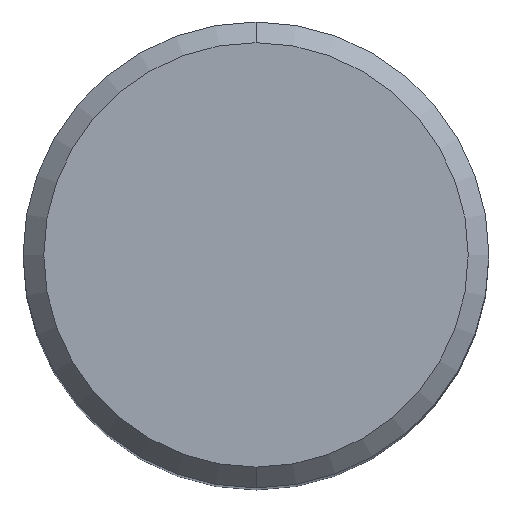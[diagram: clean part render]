
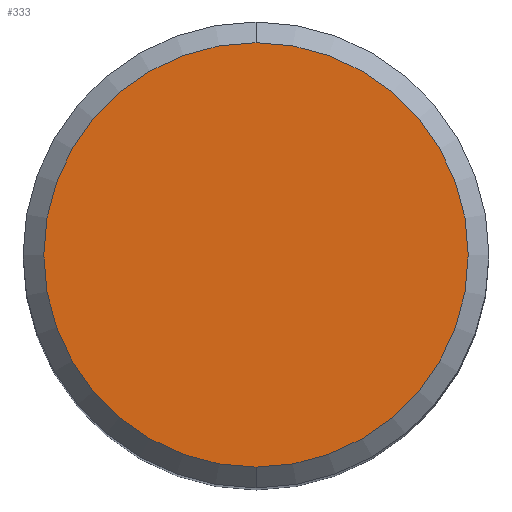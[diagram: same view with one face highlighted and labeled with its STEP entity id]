
A CAD part, top view. The second image highlights one B-rep face of the part: STEP entity #333.
In plain terms, the highlighted planar face has unit normal (0, 0, 1).
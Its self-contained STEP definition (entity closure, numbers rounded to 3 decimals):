
#333=ADVANCED_FACE('',(#646),#647,.T.);
#365=VERTEX_POINT('',#683);
#369=EDGE_CURVE('',#429,#365,#688,.T.);
#373=EDGE_CURVE('',#365,#429,#692,.T.);
#429=VERTEX_POINT('',#756);
#646=FACE_OUTER_BOUND('',#1151,.T.);
#647=PLANE('',#1152);
#683=CARTESIAN_POINT('',(0.,-8.2,0.0));
#688=CIRCLE('',#1226,8.2);
#692=CIRCLE('',#1232,8.2);
#756=CARTESIAN_POINT('',(0.0,8.2,0.0));
#1151=EDGE_LOOP('',(#1649,#1650));
#1152=AXIS2_PLACEMENT_3D('',#1651,#1652,#1653);
#1226=AXIS2_PLACEMENT_3D('',#1712,#1713,#1714);
#1232=AXIS2_PLACEMENT_3D('',#1718,#1719,#1720);
#1649=ORIENTED_EDGE('',*,*,#369,.F.);
#1650=ORIENTED_EDGE('',*,*,#373,.F.);
#1651=CARTESIAN_POINT('',(0.0,4.1,0.0));
#1652=DIRECTION('',(-0.0,0.0,1.0));
#1653=DIRECTION('',(0.0,-1.0,0.0));
#1712=CARTESIAN_POINT('',(0.0,0.0,0.0));
#1713=DIRECTION('',(0.0,0.0,-1.0));
#1714=DIRECTION('',(0.0,1.0,0.0));
#1718=CARTESIAN_POINT('',(0.0,0.0,0.0));
#1719=DIRECTION('',(0.0,0.0,-1.0));
#1720=DIRECTION('',(0.0,1.0,0.0));
